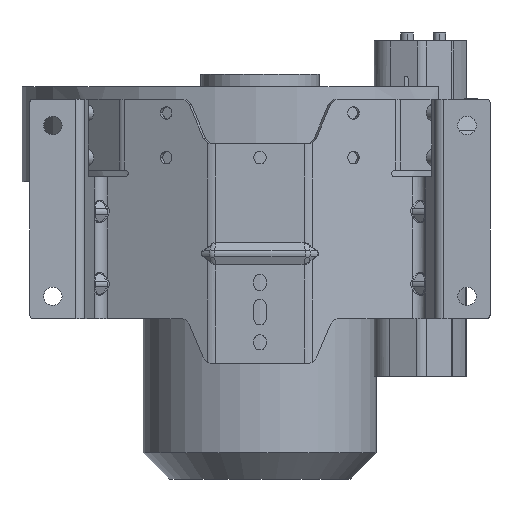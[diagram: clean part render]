
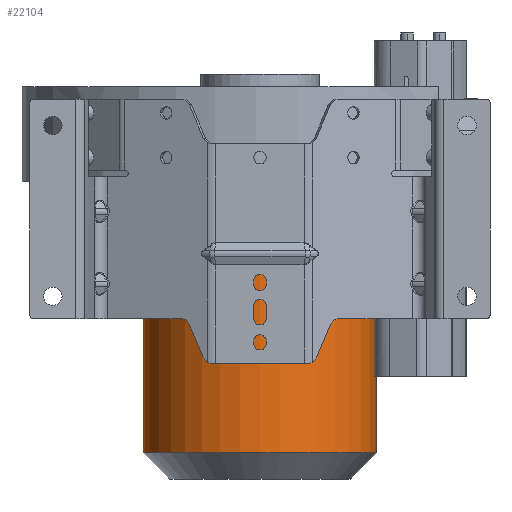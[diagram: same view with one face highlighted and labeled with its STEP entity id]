
A CAD part, front view. The second image highlights one B-rep face of the part: STEP entity #22104.
In plain terms, the highlighted cylindrical face has radius 88.7 mm (diameter 177.4 mm), a partial arc.
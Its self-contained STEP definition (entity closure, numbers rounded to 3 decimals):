
#185 = CARTESIAN_POINT ( 'NONE',  ( 88.7, 0., -35.13 ) ) ;
#740 = EDGE_LOOP ( 'NONE', ( #15861, #3641, #20052, #7251 ) ) ;
#875 = DIRECTION ( 'NONE',  ( -1., 0., 0. ) ) ;
#1284 = CARTESIAN_POINT ( 'NONE',  ( 88.7, 0., -241.4 ) ) ;
#1500 = EDGE_CURVE ( 'NONE', #15612, #6528, #7285, .T. ) ;
#1800 = DIRECTION ( 'NONE',  ( 0., 0., 1. ) ) ;
#2229 = CIRCLE ( 'NONE', #15458, 88.7 ) ;
#2381 = DIRECTION ( 'NONE',  ( -1., 0., 0. ) ) ;
#3641 = ORIENTED_EDGE ( 'NONE', *, *, #20019, .F. ) ;
#3761 = CARTESIAN_POINT ( 'NONE',  ( -88.7, 0., -35.13 ) ) ;
#3844 = VECTOR ( 'NONE', #19782, 1000. ) ;
#4444 = DIRECTION ( 'NONE',  ( 0., 0., -1. ) ) ;
#6528 = VERTEX_POINT ( 'NONE', #18248 ) ;
#7239 = VERTEX_POINT ( 'NONE', #9172 ) ;
#7251 = ORIENTED_EDGE ( 'NONE', *, *, #22381, .T. ) ;
#7285 = LINE ( 'NONE', #3761, #19905 ) ;
#7448 = EDGE_CURVE ( 'NONE', #7239, #8583, #14699, .T. ) ;
#7978 = FACE_OUTER_BOUND ( 'NONE', #740, .T. ) ;
#8583 = VERTEX_POINT ( 'NONE', #1284 ) ;
#9172 = CARTESIAN_POINT ( 'NONE',  ( 88.7, 0., -35.13 ) ) ;
#9854 = CARTESIAN_POINT ( 'NONE',  ( 0., 0., -35.13 ) ) ;
#11637 = DIRECTION ( 'NONE',  ( -1., 0., 0. ) ) ;
#14380 = AXIS2_PLACEMENT_3D ( 'NONE', #9854, #4444, #11637 ) ;
#14699 = LINE ( 'NONE', #185, #3844 ) ;
#15458 = AXIS2_PLACEMENT_3D ( 'NONE', #15634, #17043, #875 ) ;
#15612 = VERTEX_POINT ( 'NONE', #18173 ) ;
#15634 = CARTESIAN_POINT ( 'NONE',  ( 0., 0., -35.13 ) ) ;
#15861 = ORIENTED_EDGE ( 'NONE', *, *, #7448, .F. ) ;
#15875 = AXIS2_PLACEMENT_3D ( 'NONE', #23292, #1800, #2381 ) ;
#17043 = DIRECTION ( 'NONE',  ( 0., 0., 1. ) ) ;
#17394 = CIRCLE ( 'NONE', #15875, 88.7 ) ;
#18173 = CARTESIAN_POINT ( 'NONE',  ( -88.7, 0., -35.13 ) ) ;
#18248 = CARTESIAN_POINT ( 'NONE',  ( -88.7, 0., -241.4 ) ) ;
#19782 = DIRECTION ( 'NONE',  ( 0., 0., -1. ) ) ;
#19905 = VECTOR ( 'NONE', #21468, 1000. ) ;
#20019 = EDGE_CURVE ( 'NONE', #15612, #7239, #2229, .T. ) ;
#20052 = ORIENTED_EDGE ( 'NONE', *, *, #1500, .T. ) ;
#20637 = CYLINDRICAL_SURFACE ( 'NONE', #14380, 88.7 ) ;
#21468 = DIRECTION ( 'NONE',  ( 0., 0., -1. ) ) ;
#22104 = ADVANCED_FACE ( 'NONE', ( #7978 ), #20637, .T. ) ;
#22381 = EDGE_CURVE ( 'NONE', #6528, #8583, #17394, .T. ) ;
#23292 = CARTESIAN_POINT ( 'NONE',  ( 0., 0., -241.4 ) ) ;
